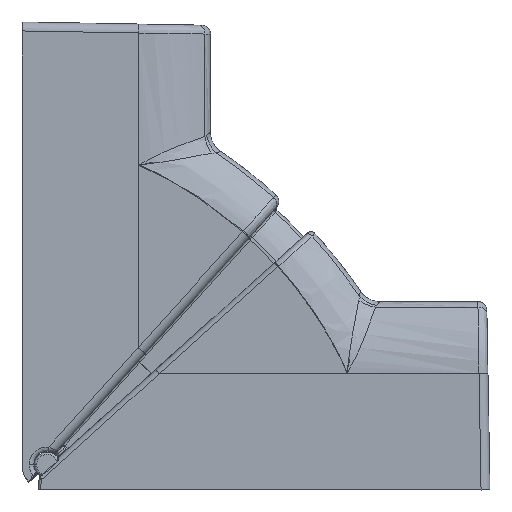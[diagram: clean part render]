
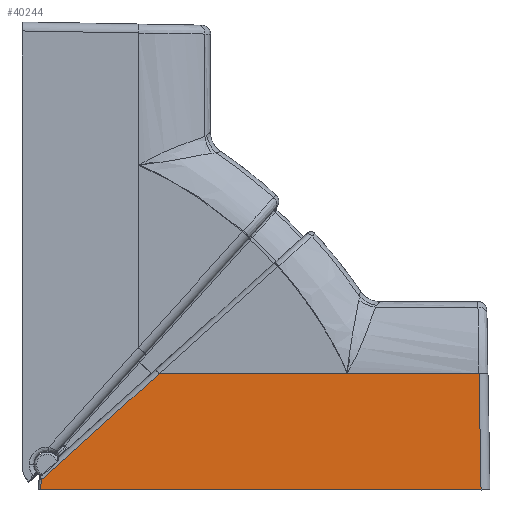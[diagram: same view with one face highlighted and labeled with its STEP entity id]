
A CAD part, left-side view. The second image highlights one B-rep face of the part: STEP entity #40244.
In plain terms, the highlighted planar face has unit normal (-1, 0, 0.002).
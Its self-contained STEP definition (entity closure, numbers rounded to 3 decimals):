
#97 = CARTESIAN_POINT ( 'NONE',  ( -52.15, 6.916, 45.558 ) ) ;
#1570 = FACE_OUTER_BOUND ( 'NONE', #31534, .T. ) ;
#6119 = ORIENTED_EDGE ( 'NONE', *, *, #62884, .T. ) ;
#6440 = CARTESIAN_POINT ( 'NONE',  ( -52.15, 6.916, 45.558 ) ) ;
#6683 = PLANE ( 'NONE',  #56834 ) ;
#10130 = CARTESIAN_POINT ( 'NONE',  ( -52.15, -0.439, 45.558 ) ) ;
#11377 = ORIENTED_EDGE ( 'NONE', *, *, #59918, .T. ) ;
#12004 = VERTEX_POINT ( 'NONE', #29916 ) ;
#13019 = B_SPLINE_CURVE_WITH_KNOTS ( 'NONE', 3,
 ( #67278, #43184, #25153, #67525 ),
 .UNSPECIFIED., .F., .F.,
 ( 4, 4 ),
 ( 0., 1. ),
 .UNSPECIFIED. ) ;
#13713 = DIRECTION ( 'NONE',  ( -0.002, 0.052, -0.999 ) ) ;
#15403 = CARTESIAN_POINT ( 'NONE',  ( -52.195, -0.439, 19.554 ) ) ;
#16516 = ORIENTED_EDGE ( 'NONE', *, *, #25294, .F. ) ;
#18615 = VECTOR ( 'NONE', #49665, 1000. ) ;
#19325 = VERTEX_POINT ( 'NONE', #6440 ) ;
#24085 = CARTESIAN_POINT ( 'NONE',  ( -52.18, -22.903, 28.222 ) ) ;
#24544 = CARTESIAN_POINT ( 'NONE',  ( -52.195, -23.055, 19.554 ) ) ;
#25153 = CARTESIAN_POINT ( 'NONE',  ( -52.164, 57.68, 37.643 ) ) ;
#25294 = EDGE_CURVE ( 'NONE', #26478, #64890, #13019, .T. ) ;
#26478 = VERTEX_POINT ( 'NONE', #55699 ) ;
#26667 = CARTESIAN_POINT ( 'NONE',  ( -52.15, 48.89, 45.558 ) ) ;
#26932 = B_SPLINE_CURVE_WITH_KNOTS ( 'NONE', 3,
 ( #66476, #24085, #36315, #78678 ),
 .UNSPECIFIED., .F., .F.,
 ( 4, 4 ),
 ( 0., 1. ),
 .UNSPECIFIED. ) ;
#29916 = CARTESIAN_POINT ( 'NONE',  ( -52.15, -22.601, 45.558 ) ) ;
#31534 = EDGE_LOOP ( 'NONE', ( #16516, #11377, #42712, #6119, #65124, #41207 ) ) ;
#32522 = LINE ( 'NONE', #10130, #64741 ) ;
#34796 = LINE ( 'NONE', #97, #18615 ) ;
#36315 = CARTESIAN_POINT ( 'NONE',  ( -52.165, -22.752, 36.89 ) ) ;
#37212 = DIRECTION ( 'NONE',  ( 0.002, 0., 1. ) ) ;
#38160 = VECTOR ( 'NONE', #13713, 1000. ) ;
#40244 = ADVANCED_FACE ( 'NONE', ( #1570 ), #6683, .T. ) ;
#41058 = CARTESIAN_POINT ( 'NONE',  ( -52.191, 75.26, 21.814 ) ) ;
#41207 = ORIENTED_EDGE ( 'NONE', *, *, #63367, .T. ) ;
#42712 = ORIENTED_EDGE ( 'NONE', *, *, #45151, .T. ) ;
#43184 = CARTESIAN_POINT ( 'NONE',  ( -52.178, 66.47, 29.729 ) ) ;
#45118 = LINE ( 'NONE', #15403, #59340 ) ;
#45151 = EDGE_CURVE ( 'NONE', #70114, #49103, #45118, .T. ) ;
#49103 = VERTEX_POINT ( 'NONE', #24544 ) ;
#49665 = DIRECTION ( 'NONE',  ( 0., 1., 0. ) ) ;
#51680 = DIRECTION ( 'NONE',  ( 0., -1., 0. ) ) ;
#52544 = DIRECTION ( 'NONE',  ( 0., 1., 0. ) ) ;
#54259 = LINE ( 'NONE', #41058, #38160 ) ;
#55699 = CARTESIAN_POINT ( 'NONE',  ( -52.191, 75.26, 21.814 ) ) ;
#56834 = AXIS2_PLACEMENT_3D ( 'NONE', #61279, #73475, #37212 ) ;
#57326 = EDGE_CURVE ( 'NONE', #12004, #19325, #32522, .T. ) ;
#59340 = VECTOR ( 'NONE', #51680, 1000. ) ;
#59918 = EDGE_CURVE ( 'NONE', #26478, #70114, #54259, .T. ) ;
#61279 = CARTESIAN_POINT ( 'NONE',  ( -52.234, -0.439, -2.446 ) ) ;
#62884 = EDGE_CURVE ( 'NONE', #49103, #12004, #26932, .T. ) ;
#63367 = EDGE_CURVE ( 'NONE', #19325, #64890, #34796, .T. ) ;
#64741 = VECTOR ( 'NONE', #52544, 1000. ) ;
#64890 = VERTEX_POINT ( 'NONE', #26667 ) ;
#65124 = ORIENTED_EDGE ( 'NONE', *, *, #57326, .T. ) ;
#66476 = CARTESIAN_POINT ( 'NONE',  ( -52.195, -23.055, 19.554 ) ) ;
#67278 = CARTESIAN_POINT ( 'NONE',  ( -52.191, 75.26, 21.814 ) ) ;
#67525 = CARTESIAN_POINT ( 'NONE',  ( -52.15, 48.89, 45.558 ) ) ;
#70114 = VERTEX_POINT ( 'NONE', #77050 ) ;
#73475 = DIRECTION ( 'NONE',  ( -1., 0., 0.002 ) ) ;
#77050 = CARTESIAN_POINT ( 'NONE',  ( -52.195, 75.378, 19.554 ) ) ;
#78678 = CARTESIAN_POINT ( 'NONE',  ( -52.15, -22.601, 45.558 ) ) ;
